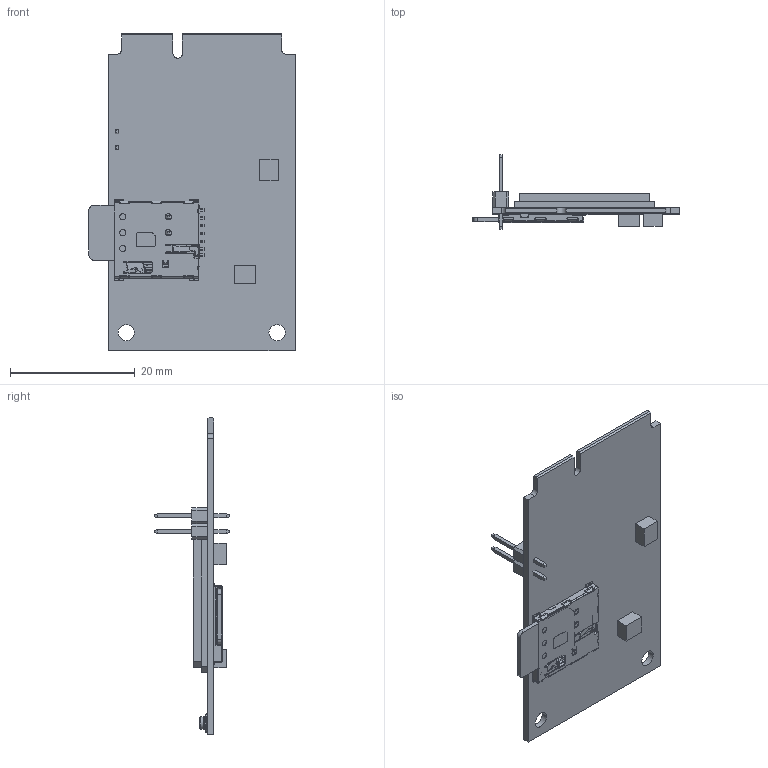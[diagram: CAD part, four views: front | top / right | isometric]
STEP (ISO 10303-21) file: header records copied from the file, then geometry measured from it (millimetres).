
FILE_DESCRIPTION((''),'2;1');
FILE_NAME('PWB-RAK8213_ASM','2020-02-06T',('lln'),(''),'PRO/ENGINEER BY PARAMETRIC TECHNOLOGY CORPORATION, 2010280','PRO/ENGINEER BY PARAMETRIC TECHNOLOGY CORPORATION, 2010280','');
FILE_SCHEMA(('CONFIG_CONTROL_DESIGN','SHAPE_APPEARANCE_LAYERS_GROUPS'));
Length unit declared in the file: millimetre
Products named in the file (6): PWB-RAK8213; BG96; IPEX-FEMALE; 1414C001-NSCP07-A0-0135; 1405_SINGLE_PIN; PWB-RAK8213_ASM
Assembly tree (7 placements, depth 2):
  PWB-RAK8213_ASM
    PWB-RAK8213
    BG96
    IPEX-FEMALE  x2
    1414C001-NSCP07-A0-0135
    1405_SINGLE_PIN  x2
Bounding box: 33.1 x 12 x 50.95 mm (x, y, z)
Volume: 3026.6 mm3; surface area: 5745.7 mm2
Topology: 7 solids, 7 shells, 1196 faces, 3112 edges, 1938 vertices
Faces by surface type: plane 816, cylinder 327, bspline 22, cone 15, torus 12, sphere 4
Entity records: 42830 total; most frequent: CARTESIAN_POINT 6466, ORIENTED_EDGE 5712, DIRECTION 5584, PRESENTATION_STYLE_ASSIGNMENT 2894, STYLED_ITEM 2861, CURVE_STYLE 2856, EDGE_CURVE 2856, VECTOR 2176
